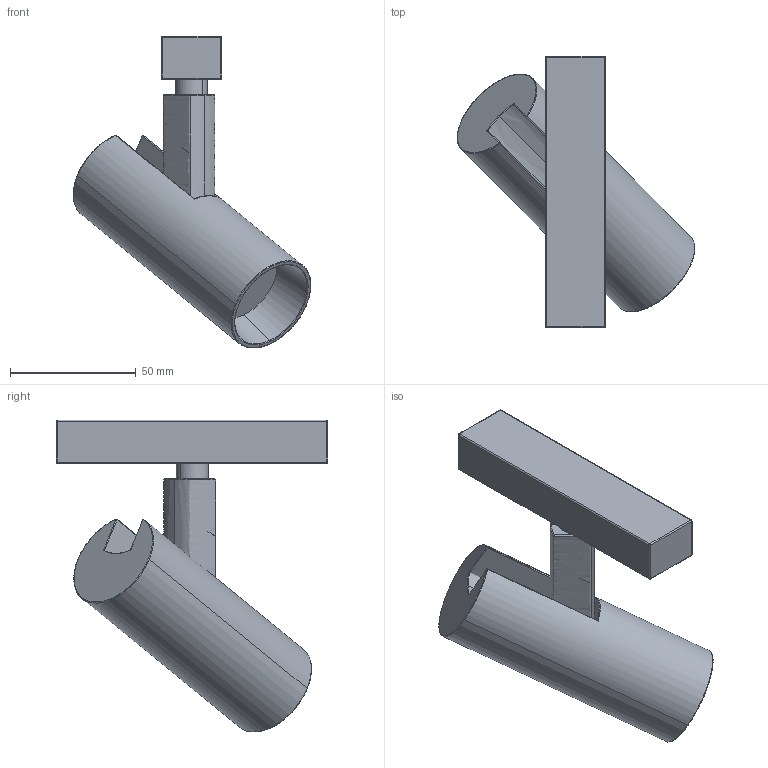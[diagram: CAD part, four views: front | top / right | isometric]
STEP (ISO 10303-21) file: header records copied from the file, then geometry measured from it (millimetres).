
FILE_DESCRIPTION(/* description */ (''),/* implementation_level */ '2;1');
FILE_NAME(/* name */ 'Vector Magnetic 40',/* time_stamp */ '2023-02-21T17:52:08+01:00',/* author */ (''),/* organization */ (''),/* preprocessor_version */ 'ST-DEVELOPER v16.5',/* originating_system */ 'Rhino 7.27',/* authorisation */ '');
FILE_SCHEMA (('AUTOMOTIVE_DESIGN'));
Length unit declared in the file: millimetre
Products named in the file (1): Document
Bounding box: 94.45 x 108 x 124 mm (x, y, z)
Volume: 157347.4 mm3; surface area: 30854.4 mm2
Topology: 1 solids, 1 shells, 75 faces, 179 edges, 100 vertices
Faces by surface type: bspline 43, cylinder 18, plane 14
Entity records: 3255 total; most frequent: CARTESIAN_POINT 2181, ORIENTED_EDGE 350, EDGE_CURVE 175, VERTEX_POINT 100, B_SPLINE_CURVE_WITH_KNOTS 87, EDGE_LOOP 77, ADVANCED_FACE 75, FACE_OUTER_BOUND 75
